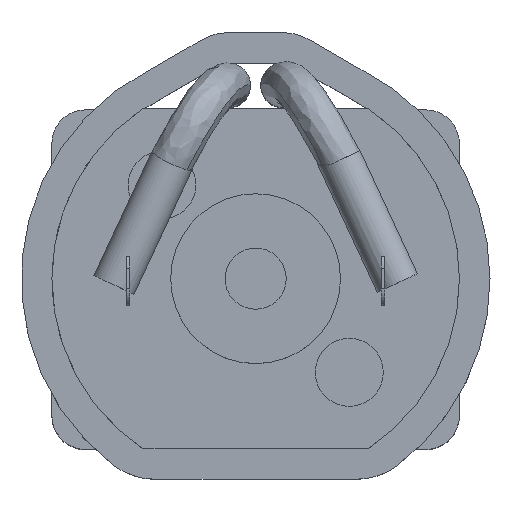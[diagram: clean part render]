
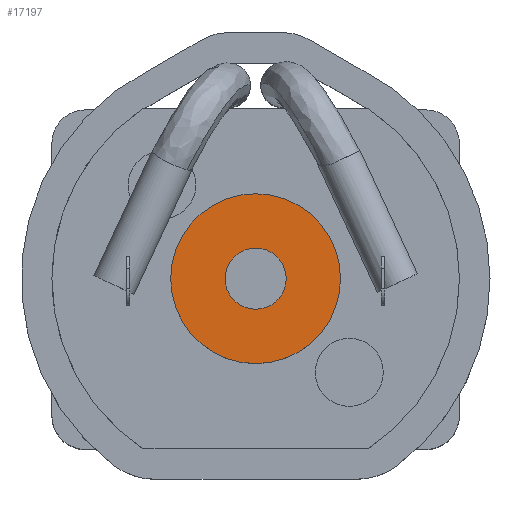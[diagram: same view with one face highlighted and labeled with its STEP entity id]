
A CAD part, top view. The second image highlights one B-rep face of the part: STEP entity #17197.
In plain terms, the highlighted planar face has unit normal (0, 0, 1).
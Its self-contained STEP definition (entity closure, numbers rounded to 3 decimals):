
#490 = AXIS2_PLACEMENT_3D ( 'NONE', #25624, #610, #29803 ) ;
#610 = DIRECTION ( 'NONE',  ( 0., 0., 1. ) ) ;
#2742 = VERTEX_POINT ( 'NONE', #41305 ) ;
#3700 = CARTESIAN_POINT ( 'NONE',  ( -0.9, 0., 25.5 ) ) ;
#4577 = CIRCLE ( 'NONE', #51484, 0.9 ) ;
#5499 = EDGE_CURVE ( 'NONE', #2742, #36698, #6443, .T. ) ;
#6443 = CIRCLE ( 'NONE', #25902, 2.5 ) ;
#8912 = ORIENTED_EDGE ( 'NONE', *, *, #5499, .T. ) ;
#11458 = CARTESIAN_POINT ( 'NONE',  ( 0., 0., 25.5 ) ) ;
#13117 = CARTESIAN_POINT ( 'NONE',  ( -2.5, 0., 25.5 ) ) ;
#13227 = CARTESIAN_POINT ( 'NONE',  ( 0.9, 0., 25.5 ) ) ;
#13498 = CARTESIAN_POINT ( 'NONE',  ( 0., 0., 25.5 ) ) ;
#15630 = DIRECTION ( 'NONE',  ( 1., 0., 0. ) ) ;
#16419 = AXIS2_PLACEMENT_3D ( 'NONE', #11458, #40678, #15630 ) ;
#16600 = DIRECTION ( 'NONE',  ( 0., 0., 1. ) ) ;
#17197 = ADVANCED_FACE ( 'NONE', ( #27587, #48562 ), #23860, .T. ) ;
#17675 = DIRECTION ( 'NONE',  ( 1., 0., 0. ) ) ;
#18294 = EDGE_CURVE ( 'NONE', #27936, #24749, #4577, .T. ) ;
#19170 = DIRECTION ( 'NONE',  ( 0., 0., 1. ) ) ;
#19236 = ORIENTED_EDGE ( 'NONE', *, *, #41173, .T. ) ;
#23860 = PLANE ( 'NONE',  #16419 ) ;
#24749 = VERTEX_POINT ( 'NONE', #3700 ) ;
#25624 = CARTESIAN_POINT ( 'NONE',  ( 0., 0., 25.5 ) ) ;
#25902 = AXIS2_PLACEMENT_3D ( 'NONE', #13498, #42724, #17675 ) ;
#27587 = FACE_BOUND ( 'NONE', #30034, .T. ) ;
#27936 = VERTEX_POINT ( 'NONE', #13227 ) ;
#29496 = CIRCLE ( 'NONE', #52566, 0.9 ) ;
#29803 = DIRECTION ( 'NONE',  ( 1., 0., 0. ) ) ;
#30034 = EDGE_LOOP ( 'NONE', ( #42649, #38452 ) ) ;
#36698 = VERTEX_POINT ( 'NONE', #13117 ) ;
#38452 = ORIENTED_EDGE ( 'NONE', *, *, #39866, .F. ) ;
#39780 = EDGE_LOOP ( 'NONE', ( #19236, #8912 ) ) ;
#39866 = EDGE_CURVE ( 'NONE', #24749, #27936, #29496, .T. ) ;
#40678 = DIRECTION ( 'NONE',  ( 0., 0., 1. ) ) ;
#41173 = EDGE_CURVE ( 'NONE', #36698, #2742, #45720, .T. ) ;
#41305 = CARTESIAN_POINT ( 'NONE',  ( 2.5, 0., 25.5 ) ) ;
#41624 = CARTESIAN_POINT ( 'NONE',  ( 0., 0., 25.5 ) ) ;
#42649 = ORIENTED_EDGE ( 'NONE', *, *, #18294, .F. ) ;
#42724 = DIRECTION ( 'NONE',  ( 0., 0., 1. ) ) ;
#44212 = CARTESIAN_POINT ( 'NONE',  ( 0., 0., 25.5 ) ) ;
#45720 = CIRCLE ( 'NONE', #490, 2.5 ) ;
#45827 = DIRECTION ( 'NONE',  ( 1., 0., 0. ) ) ;
#48417 = DIRECTION ( 'NONE',  ( 1., 0., 0. ) ) ;
#48562 = FACE_OUTER_BOUND ( 'NONE', #39780, .T. ) ;
#51484 = AXIS2_PLACEMENT_3D ( 'NONE', #44212, #19170, #48417 ) ;
#52566 = AXIS2_PLACEMENT_3D ( 'NONE', #41624, #16600, #45827 ) ;
